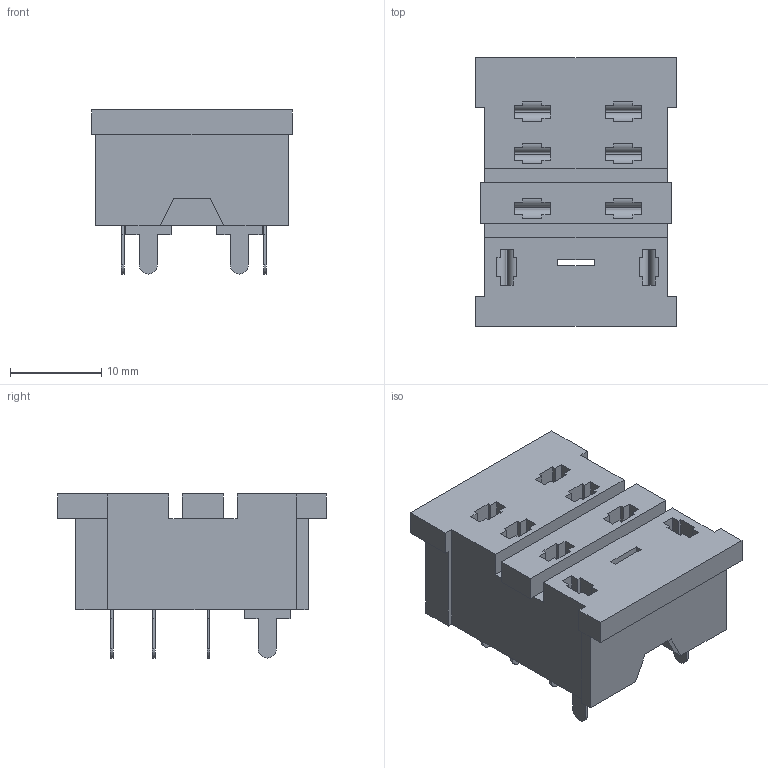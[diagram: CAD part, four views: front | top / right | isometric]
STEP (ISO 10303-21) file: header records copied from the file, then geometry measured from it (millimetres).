
FILE_DESCRIPTION (( 'STEP AP203' ), '1' );
FILE_NAME ('PT08_0.step', '2006-09-19T02:25:27', ( 'OSMC1.0 ' ), ( ' ' ), 'SwSTEP 2.0', 'SolidWorks 2002025', '' );
FILE_SCHEMA (( 'CONFIG_CONTROL_DESIGN' ));
Length unit declared in the file: millimetre
Products named in the file (2): PT08_0; PT08_0_BASE
Assembly tree (1 placements, depth 2):
  PT08_0
    PT08_0_BASE
Bounding box: 22 x 29.5 x 18 mm (x, y, z)
Volume: 6340.7 mm3; surface area: 3595.4 mm2
Topology: 1 solids, 1 shells, 260 faces, 720 edges, 478 vertices
Faces by surface type: plane 230, cylinder 30
Entity records: 8408 total; most frequent: CARTESIAN_POINT 1462, ORIENTED_EDGE 1440, DIRECTION 1340, EDGE_CURVE 720, LINE 628, VECTOR 628, VERTEX_POINT 478, AXIS2_PLACEMENT_3D 356
